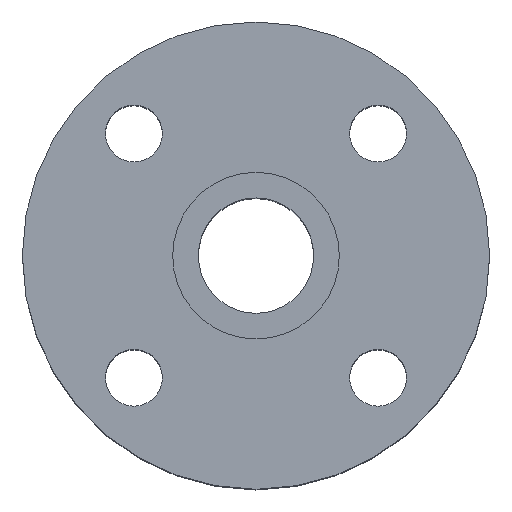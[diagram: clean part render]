
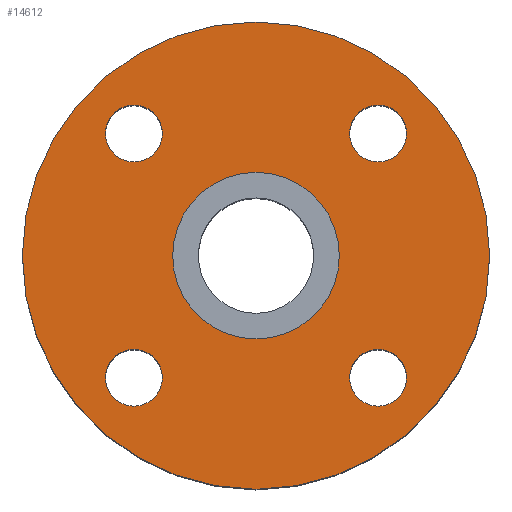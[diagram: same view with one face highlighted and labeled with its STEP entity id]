
A CAD part, top view. The second image highlights one B-rep face of the part: STEP entity #14612.
In plain terms, the highlighted planar face has unit normal (0, 0, 1).
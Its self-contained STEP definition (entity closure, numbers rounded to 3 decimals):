
#104 = FACE_OUTER_BOUND ( 'NONE', #22980, .T. ) ;
#386 = FACE_BOUND ( 'NONE', #19005, .T. ) ;
#919 = DIRECTION ( 'NONE',  ( 1., 0., 0. ) ) ;
#1093 = EDGE_LOOP ( 'NONE', ( #22805, #10214 ) ) ;
#1096 = CARTESIAN_POINT ( 'NONE',  ( 30.052, 30.052, -0.4 ) ) ;
#1338 = ORIENTED_EDGE ( 'NONE', *, *, #4300, .F. ) ;
#1403 = AXIS2_PLACEMENT_3D ( 'NONE', #6991, #26751, #26892 ) ;
#1821 = EDGE_CURVE ( 'NONE', #9482, #5163, #3947, .T. ) ;
#1854 = EDGE_LOOP ( 'NONE', ( #15231, #21963 ) ) ;
#2088 = EDGE_CURVE ( 'NONE', #13340, #3996, #26358, .T. ) ;
#2100 = AXIS2_PLACEMENT_3D ( 'NONE', #13620, #11465, #15635 ) ;
#2577 = VERTEX_POINT ( 'NONE', #15145 ) ;
#2806 = CARTESIAN_POINT ( 'NONE',  ( 0., 20.5, -0.4 ) ) ;
#2857 = DIRECTION ( 'NONE',  ( 0., -1., 0. ) ) ;
#3493 = ORIENTED_EDGE ( 'NONE', *, *, #8311, .F. ) ;
#3947 = CIRCLE ( 'NONE', #16752, 7. ) ;
#3996 = VERTEX_POINT ( 'NONE', #26106 ) ;
#4173 = CARTESIAN_POINT ( 'NONE',  ( -30.052, 30.052, -0.4 ) ) ;
#4300 = EDGE_CURVE ( 'NONE', #5163, #9482, #9152, .T. ) ;
#4385 = DIRECTION ( 'NONE',  ( 0., 0., -1. ) ) ;
#4425 = DIRECTION ( 'NONE',  ( 1., 0., 0. ) ) ;
#4607 = CIRCLE ( 'NONE', #25183, 7. ) ;
#4803 = PLANE ( 'NONE',  #27128 ) ;
#5002 = DIRECTION ( 'NONE',  ( 1., 0., 0. ) ) ;
#5064 = EDGE_CURVE ( 'NONE', #11107, #5614, #13734, .T. ) ;
#5163 = VERTEX_POINT ( 'NONE', #27173 ) ;
#5614 = VERTEX_POINT ( 'NONE', #19111 ) ;
#5924 = AXIS2_PLACEMENT_3D ( 'NONE', #24471, #18041, #5002 ) ;
#6033 = CARTESIAN_POINT ( 'NONE',  ( -37.052, 30.052, -0.4 ) ) ;
#6131 = DIRECTION ( 'NONE',  ( 0., 0., 1. ) ) ;
#6180 = CIRCLE ( 'NONE', #2100, 20.5 ) ;
#6774 = CARTESIAN_POINT ( 'NONE',  ( 23.052, 30.052, -0.4 ) ) ;
#6843 = DIRECTION ( 'NONE',  ( 1., 0., 0. ) ) ;
#6948 = FACE_BOUND ( 'NONE', #27072, .T. ) ;
#6991 = CARTESIAN_POINT ( 'NONE',  ( -30.052, -30.052, -0.4 ) ) ;
#8053 = CIRCLE ( 'NONE', #17198, 57.5 ) ;
#8092 = ORIENTED_EDGE ( 'NONE', *, *, #8881, .T. ) ;
#8290 = ORIENTED_EDGE ( 'NONE', *, *, #16373, .F. ) ;
#8294 = CARTESIAN_POINT ( 'NONE',  ( 23.052, -30.052, -0.4 ) ) ;
#8311 = EDGE_CURVE ( 'NONE', #23323, #12022, #10757, .T. ) ;
#8334 = EDGE_CURVE ( 'NONE', #27005, #9630, #18995, .T. ) ;
#8881 = EDGE_CURVE ( 'NONE', #3996, #13340, #8053, .T. ) ;
#9011 = CARTESIAN_POINT ( 'NONE',  ( -57.5, 0., -0.4 ) ) ;
#9152 = CIRCLE ( 'NONE', #27901, 7. ) ;
#9168 = DIRECTION ( 'NONE',  ( 0., 0., 1. ) ) ;
#9482 = VERTEX_POINT ( 'NONE', #6774 ) ;
#9630 = VERTEX_POINT ( 'NONE', #6033 ) ;
#9806 = DIRECTION ( 'NONE',  ( 0., 0., 1. ) ) ;
#10214 = ORIENTED_EDGE ( 'NONE', *, *, #19586, .F. ) ;
#10340 = CARTESIAN_POINT ( 'NONE',  ( -23.052, -30.052, -0.4 ) ) ;
#10348 = CARTESIAN_POINT ( 'NONE',  ( 37.052, -30.052, -0.4 ) ) ;
#10757 = CIRCLE ( 'NONE', #20354, 7. ) ;
#10886 = DIRECTION ( 'NONE',  ( 0., 0., 1. ) ) ;
#11013 = CIRCLE ( 'NONE', #18790, 7. ) ;
#11107 = VERTEX_POINT ( 'NONE', #10340 ) ;
#11144 = ORIENTED_EDGE ( 'NONE', *, *, #12428, .F. ) ;
#11452 = DIRECTION ( 'NONE',  ( -1., 0., 0. ) ) ;
#11465 = DIRECTION ( 'NONE',  ( 0., 0., 1. ) ) ;
#11993 = CIRCLE ( 'NONE', #28011, 7. ) ;
#12022 = VERTEX_POINT ( 'NONE', #10348 ) ;
#12428 = EDGE_CURVE ( 'NONE', #12022, #23323, #11993, .T. ) ;
#13049 = DIRECTION ( 'NONE',  ( 0., 0., 1. ) ) ;
#13340 = VERTEX_POINT ( 'NONE', #9011 ) ;
#13378 = CARTESIAN_POINT ( 'NONE',  ( 0., 0., -0.4 ) ) ;
#13439 = ORIENTED_EDGE ( 'NONE', *, *, #2088, .T. ) ;
#13445 = DIRECTION ( 'NONE',  ( 0., 0., 1. ) ) ;
#13620 = CARTESIAN_POINT ( 'NONE',  ( 0., 0., -0.4 ) ) ;
#13681 = CARTESIAN_POINT ( 'NONE',  ( -30.052, 30.052, -0.4 ) ) ;
#13734 = CIRCLE ( 'NONE', #1403, 7. ) ;
#14009 = AXIS2_PLACEMENT_3D ( 'NONE', #13378, #24399, #919 ) ;
#14612 = ADVANCED_FACE ( 'NONE', ( #21993, #386, #15546, #6948, #19702, #104 ), #4803, .F. ) ;
#15145 = CARTESIAN_POINT ( 'NONE',  ( 20.5, 0., -0.4 ) ) ;
#15231 = ORIENTED_EDGE ( 'NONE', *, *, #24939, .F. ) ;
#15478 = DIRECTION ( 'NONE',  ( 0., -1., 0. ) ) ;
#15546 = FACE_BOUND ( 'NONE', #1093, .T. ) ;
#15635 = DIRECTION ( 'NONE',  ( 1., 0., 0. ) ) ;
#16098 = CARTESIAN_POINT ( 'NONE',  ( -20.5, 0., -0.4 ) ) ;
#16373 = EDGE_CURVE ( 'NONE', #5614, #11107, #11013, .T. ) ;
#16752 = AXIS2_PLACEMENT_3D ( 'NONE', #1096, #9806, #25561 ) ;
#17198 = AXIS2_PLACEMENT_3D ( 'NONE', #24454, #24176, #6843 ) ;
#17605 = ORIENTED_EDGE ( 'NONE', *, *, #1821, .F. ) ;
#18041 = DIRECTION ( 'NONE',  ( 0., 0., 1. ) ) ;
#18191 = CARTESIAN_POINT ( 'NONE',  ( 30.052, -30.052, -0.4 ) ) ;
#18790 = AXIS2_PLACEMENT_3D ( 'NONE', #19911, #9168, #11452 ) ;
#18995 = CIRCLE ( 'NONE', #25407, 7. ) ;
#19005 = EDGE_LOOP ( 'NONE', ( #24671, #8290 ) ) ;
#19111 = CARTESIAN_POINT ( 'NONE',  ( -37.052, -30.052, -0.4 ) ) ;
#19586 = EDGE_CURVE ( 'NONE', #9630, #27005, #4607, .T. ) ;
#19702 = FACE_BOUND ( 'NONE', #1854, .T. ) ;
#19911 = CARTESIAN_POINT ( 'NONE',  ( -30.052, -30.052, -0.4 ) ) ;
#20037 = EDGE_CURVE ( 'NONE', #25762, #2577, #6180, .T. ) ;
#20354 = AXIS2_PLACEMENT_3D ( 'NONE', #23928, #10886, #15478 ) ;
#21888 = CARTESIAN_POINT ( 'NONE',  ( 30.052, 30.052, -0.4 ) ) ;
#21963 = ORIENTED_EDGE ( 'NONE', *, *, #20037, .F. ) ;
#21993 = FACE_BOUND ( 'NONE', #23479, .T. ) ;
#22413 = DIRECTION ( 'NONE',  ( 0., 0., 1. ) ) ;
#22766 = CARTESIAN_POINT ( 'NONE',  ( -23.052, 30.052, -0.4 ) ) ;
#22805 = ORIENTED_EDGE ( 'NONE', *, *, #8334, .F. ) ;
#22980 = EDGE_LOOP ( 'NONE', ( #8092, #13439 ) ) ;
#23323 = VERTEX_POINT ( 'NONE', #8294 ) ;
#23479 = EDGE_LOOP ( 'NONE', ( #11144, #3493 ) ) ;
#23928 = CARTESIAN_POINT ( 'NONE',  ( 30.052, -30.052, -0.4 ) ) ;
#24176 = DIRECTION ( 'NONE',  ( 0., 0., 1. ) ) ;
#24399 = DIRECTION ( 'NONE',  ( 0., 0., 1. ) ) ;
#24454 = CARTESIAN_POINT ( 'NONE',  ( 0., 0., -0.4 ) ) ;
#24471 = CARTESIAN_POINT ( 'NONE',  ( 0., 0., -0.4 ) ) ;
#24671 = ORIENTED_EDGE ( 'NONE', *, *, #5064, .F. ) ;
#24939 = EDGE_CURVE ( 'NONE', #2577, #25762, #27433, .T. ) ;
#25183 = AXIS2_PLACEMENT_3D ( 'NONE', #13681, #22413, #25511 ) ;
#25407 = AXIS2_PLACEMENT_3D ( 'NONE', #4173, #13049, #25936 ) ;
#25511 = DIRECTION ( 'NONE',  ( 0., 1., 0. ) ) ;
#25561 = DIRECTION ( 'NONE',  ( 1., 0., 0. ) ) ;
#25762 = VERTEX_POINT ( 'NONE', #16098 ) ;
#25936 = DIRECTION ( 'NONE',  ( 0., 1., 0. ) ) ;
#26106 = CARTESIAN_POINT ( 'NONE',  ( 57.5, 0., -0.4 ) ) ;
#26358 = CIRCLE ( 'NONE', #14009, 57.5 ) ;
#26573 = DIRECTION ( 'NONE',  ( -1., 0., 0. ) ) ;
#26751 = DIRECTION ( 'NONE',  ( 0., 0., 1. ) ) ;
#26892 = DIRECTION ( 'NONE',  ( -1., 0., 0. ) ) ;
#27005 = VERTEX_POINT ( 'NONE', #22766 ) ;
#27072 = EDGE_LOOP ( 'NONE', ( #1338, #17605 ) ) ;
#27128 = AXIS2_PLACEMENT_3D ( 'NONE', #2806, #4385, #26573 ) ;
#27173 = CARTESIAN_POINT ( 'NONE',  ( 37.052, 30.052, -0.4 ) ) ;
#27433 = CIRCLE ( 'NONE', #5924, 20.5 ) ;
#27901 = AXIS2_PLACEMENT_3D ( 'NONE', #21888, #6131, #4425 ) ;
#28011 = AXIS2_PLACEMENT_3D ( 'NONE', #18191, #13445, #2857 ) ;
